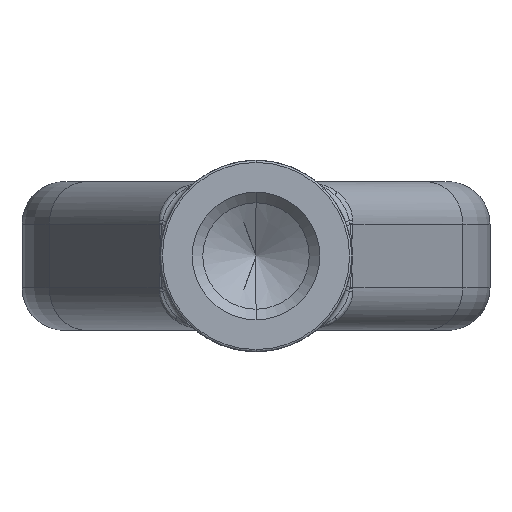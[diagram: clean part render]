
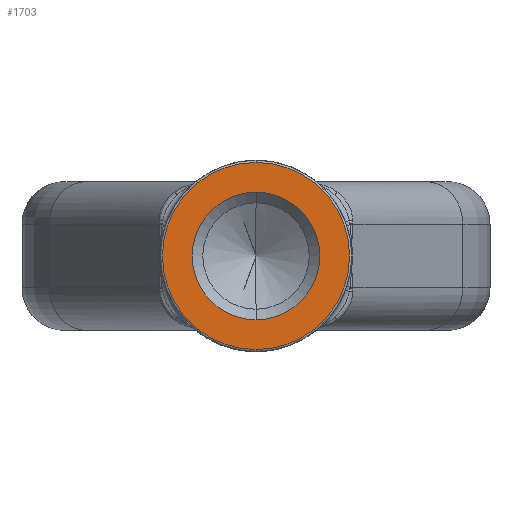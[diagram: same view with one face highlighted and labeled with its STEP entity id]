
A CAD part, front view. The second image highlights one B-rep face of the part: STEP entity #1703.
In plain terms, the highlighted planar face has unit normal (0, -1, 0).
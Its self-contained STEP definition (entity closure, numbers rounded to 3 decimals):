
#238 = CARTESIAN_POINT ( 'NONE',  ( 0., 0., 0. ) ) ;
#449 = VERTEX_POINT ( 'NONE', #3119 ) ;
#962 = DIRECTION ( 'NONE',  ( 0., 0., 1. ) ) ;
#1703 = ADVANCED_FACE ( 'NONE', ( #14033, #2707 ), #2405, .F. ) ;
#2171 = DIRECTION ( 'NONE',  ( 0., 1., 0. ) ) ;
#2288 = CARTESIAN_POINT ( 'NONE',  ( 0., 0., 0. ) ) ;
#2327 = DIRECTION ( 'NONE',  ( 0., -1., 0. ) ) ;
#2378 = DIRECTION ( 'NONE',  ( 0., -1., 0. ) ) ;
#2405 = PLANE ( 'NONE',  #11904 ) ;
#2673 = VERTEX_POINT ( 'NONE', #8566 ) ;
#2707 = FACE_BOUND ( 'NONE', #9496, .T. ) ;
#3047 = CARTESIAN_POINT ( 'NONE',  ( 0., 0., 4.4 ) ) ;
#3119 = CARTESIAN_POINT ( 'NONE',  ( 0., 0., -4.4 ) ) ;
#3348 = EDGE_CURVE ( 'NONE', #15236, #449, #6115, .T. ) ;
#3363 = DIRECTION ( 'NONE',  ( 0., 0., 1. ) ) ;
#4336 = VERTEX_POINT ( 'NONE', #12443 ) ;
#4378 = EDGE_CURVE ( 'NONE', #4336, #2673, #6100, .T. ) ;
#4649 = ORIENTED_EDGE ( 'NONE', *, *, #9372, .T. ) ;
#4911 = AXIS2_PLACEMENT_3D ( 'NONE', #14879, #2327, #16136 ) ;
#6100 = CIRCLE ( 'NONE', #14899, 3. ) ;
#6115 = CIRCLE ( 'NONE', #9643, 4.4 ) ;
#6991 = CIRCLE ( 'NONE', #17138, 3. ) ;
#7756 = ORIENTED_EDGE ( 'NONE', *, *, #4378, .T. ) ;
#7873 = EDGE_CURVE ( 'NONE', #449, #15236, #15469, .T. ) ;
#8566 = CARTESIAN_POINT ( 'NONE',  ( 0., 0., 3. ) ) ;
#8920 = DIRECTION ( 'NONE',  ( 0., 1., 0. ) ) ;
#9121 = CARTESIAN_POINT ( 'NONE',  ( 0., 0., 0. ) ) ;
#9372 = EDGE_CURVE ( 'NONE', #2673, #4336, #6991, .T. ) ;
#9496 = EDGE_LOOP ( 'NONE', ( #7756, #4649 ) ) ;
#9643 = AXIS2_PLACEMENT_3D ( 'NONE', #9121, #2378, #16065 ) ;
#11904 = AXIS2_PLACEMENT_3D ( 'NONE', #2288, #2171, #962 ) ;
#12383 = DIRECTION ( 'NONE',  ( 0., 1., 0. ) ) ;
#12443 = CARTESIAN_POINT ( 'NONE',  ( 0., 0., -3. ) ) ;
#14033 = FACE_OUTER_BOUND ( 'NONE', #15889, .T. ) ;
#14879 = CARTESIAN_POINT ( 'NONE',  ( 0., 0., 0. ) ) ;
#14899 = AXIS2_PLACEMENT_3D ( 'NONE', #238, #12383, #15136 ) ;
#15136 = DIRECTION ( 'NONE',  ( 0., 0., 1. ) ) ;
#15236 = VERTEX_POINT ( 'NONE', #3047 ) ;
#15469 = CIRCLE ( 'NONE', #4911, 4.4 ) ;
#15889 = EDGE_LOOP ( 'NONE', ( #15907, #17352 ) ) ;
#15907 = ORIENTED_EDGE ( 'NONE', *, *, #3348, .T. ) ;
#16065 = DIRECTION ( 'NONE',  ( 0., 0., 1. ) ) ;
#16136 = DIRECTION ( 'NONE',  ( 0., 0., 1. ) ) ;
#17138 = AXIS2_PLACEMENT_3D ( 'NONE', #17317, #8920, #3363 ) ;
#17317 = CARTESIAN_POINT ( 'NONE',  ( 0., 0., 0. ) ) ;
#17352 = ORIENTED_EDGE ( 'NONE', *, *, #7873, .T. ) ;
